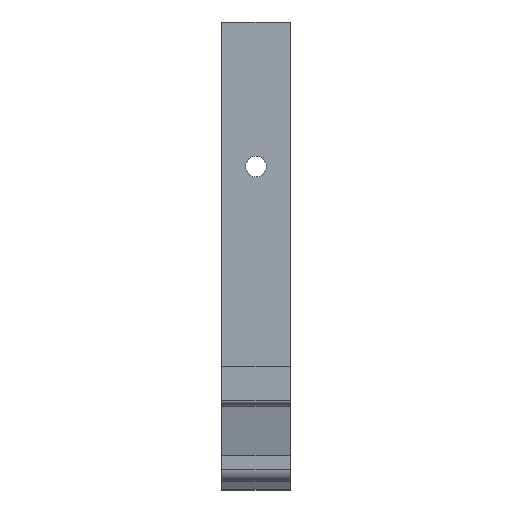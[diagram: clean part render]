
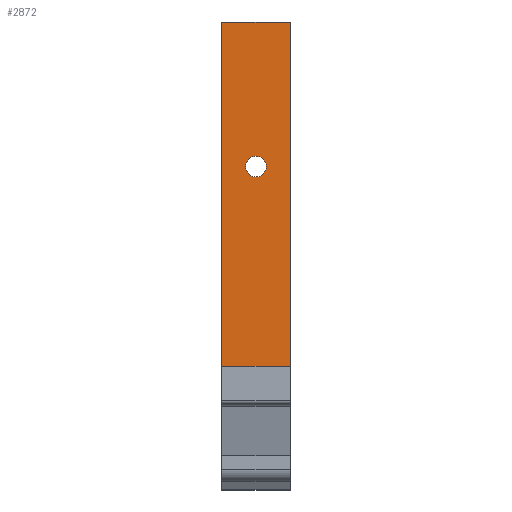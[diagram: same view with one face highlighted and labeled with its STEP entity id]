
A CAD part, front view. The second image highlights one B-rep face of the part: STEP entity #2872.
In plain terms, the highlighted planar face has unit normal (0, -1, 0).
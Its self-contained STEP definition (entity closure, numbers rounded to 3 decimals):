
#653 = VERTEX_POINT('',#654);
#654 = CARTESIAN_POINT('',(0.,54.75,62.));
#661 = EDGE_CURVE('',#662,#653,#664,.T.);
#662 = VERTEX_POINT('',#663);
#663 = CARTESIAN_POINT('',(0.,54.75,12.));
#664 = LINE('',#665,#666);
#665 = CARTESIAN_POINT('',(0.,54.75,12.));
#666 = VECTOR('',#667,1.);
#667 = DIRECTION('',(0.,0.,1.));
#1468 = VERTEX_POINT('',#1469);
#1469 = CARTESIAN_POINT('',(10.,54.75,62.));
#1476 = EDGE_CURVE('',#1477,#1468,#1479,.T.);
#1477 = VERTEX_POINT('',#1478);
#1478 = CARTESIAN_POINT('',(10.,54.75,12.));
#1479 = LINE('',#1480,#1481);
#1480 = CARTESIAN_POINT('',(10.,54.75,12.));
#1481 = VECTOR('',#1482,1.);
#1482 = DIRECTION('',(0.,0.,1.));
#2861 = EDGE_CURVE('',#653,#1468,#2862,.T.);
#2862 = LINE('',#2863,#2864);
#2863 = CARTESIAN_POINT('',(0.,54.75,62.));
#2864 = VECTOR('',#2865,1.);
#2865 = DIRECTION('',(1.,0.,0.));
#2872 = ADVANCED_FACE('',(#2873,#2884),#2895,.T.);
#2873 = FACE_BOUND('',#2874,.T.);
#2874 = EDGE_LOOP('',(#2875,#2881,#2882,#2883));
#2875 = ORIENTED_EDGE('',*,*,#2876,.T.);
#2876 = EDGE_CURVE('',#662,#1477,#2877,.T.);
#2877 = LINE('',#2878,#2879);
#2878 = CARTESIAN_POINT('',(0.,54.75,12.));
#2879 = VECTOR('',#2880,1.);
#2880 = DIRECTION('',(1.,0.,0.));
#2881 = ORIENTED_EDGE('',*,*,#1476,.T.);
#2882 = ORIENTED_EDGE('',*,*,#2861,.F.);
#2883 = ORIENTED_EDGE('',*,*,#661,.F.);
#2884 = FACE_BOUND('',#2885,.T.);
#2885 = EDGE_LOOP('',(#2886));
#2886 = ORIENTED_EDGE('',*,*,#2887,.F.);
#2887 = EDGE_CURVE('',#2888,#2888,#2890,.T.);
#2888 = VERTEX_POINT('',#2889);
#2889 = CARTESIAN_POINT('',(5.,54.75,39.5));
#2890 = CIRCLE('',#2891,1.5);
#2891 = AXIS2_PLACEMENT_3D('',#2892,#2893,#2894);
#2892 = CARTESIAN_POINT('',(5.,54.75,41.));
#2893 = DIRECTION('',(0.,-1.,0.));
#2894 = DIRECTION('',(0.,0.,-1.));
#2895 = PLANE('',#2896);
#2896 = AXIS2_PLACEMENT_3D('',#2897,#2898,#2899);
#2897 = CARTESIAN_POINT('',(0.,54.75,12.));
#2898 = DIRECTION('',(0.,-1.,0.));
#2899 = DIRECTION('',(0.,0.,1.));
